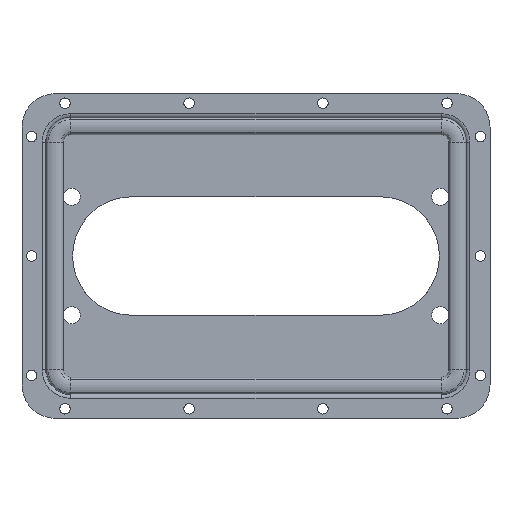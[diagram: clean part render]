
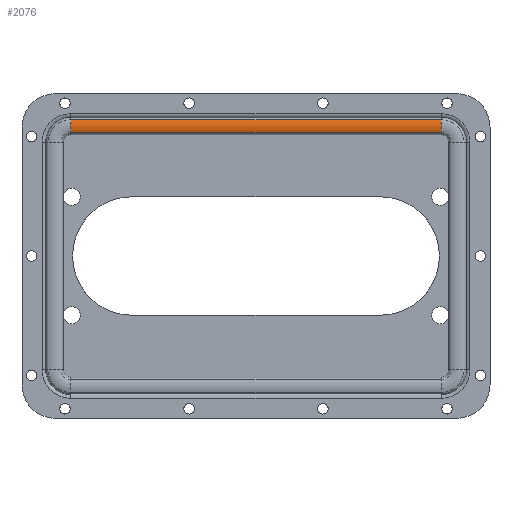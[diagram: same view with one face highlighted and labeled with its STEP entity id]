
A CAD part, top view. The second image highlights one B-rep face of the part: STEP entity #2076.
In plain terms, the highlighted cylindrical face has radius 8.5 mm (diameter 17 mm), a partial arc.
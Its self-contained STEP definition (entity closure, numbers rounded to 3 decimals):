
#282 = DIRECTION ( 'NONE',  ( -1., 0., 0. ) ) ;
#373 = LINE ( 'NONE', #4070, #1122 ) ;
#389 = EDGE_CURVE ( 'NONE', #1677, #2142, #3829, .T. ) ;
#669 = DIRECTION ( 'NONE',  ( -1., 0., 0. ) ) ;
#694 = EDGE_CURVE ( 'NONE', #2963, #1677, #4083, .T. ) ;
#707 = EDGE_CURVE ( 'NONE', #2963, #3403, #373, .T. ) ;
#716 = DIRECTION ( 'NONE',  ( 0., 0., 1. ) ) ;
#724 = ORIENTED_EDGE ( 'NONE', *, *, #694, .T. ) ;
#839 = DIRECTION ( 'NONE',  ( -1., 0., 0. ) ) ;
#863 = DIRECTION ( 'NONE',  ( 0., 0., 1. ) ) ;
#974 = ORIENTED_EDGE ( 'NONE', *, *, #707, .F. ) ;
#1040 = DIRECTION ( 'NONE',  ( -1., 0., 0. ) ) ;
#1122 = VECTOR ( 'NONE', #1040, 1000. ) ;
#1188 = FACE_OUTER_BOUND ( 'NONE', #2327, .T. ) ;
#1208 = DIRECTION ( 'NONE',  ( 0., -1., 0. ) ) ;
#1515 = CIRCLE ( 'NONE', #3900, 8.5 ) ;
#1644 = CARTESIAN_POINT ( 'NONE',  ( -97., 71.269, 3.846 ) ) ;
#1677 = VERTEX_POINT ( 'NONE', #1914 ) ;
#1734 = CARTESIAN_POINT ( 'NONE',  ( 97., 71.269, 3.846 ) ) ;
#1891 = CARTESIAN_POINT ( 'NONE',  ( 97., 64.731, 3.846 ) ) ;
#1914 = CARTESIAN_POINT ( 'NONE',  ( 97., 71.269, 3.846 ) ) ;
#2019 = EDGE_CURVE ( 'NONE', #3403, #2142, #1515, .T. ) ;
#2076 = ADVANCED_FACE ( 'NONE', ( #1188 ), #2569, .T. ) ;
#2142 = VERTEX_POINT ( 'NONE', #1644 ) ;
#2327 = EDGE_LOOP ( 'NONE', ( #724, #2334, #2703, #974 ) ) ;
#2334 = ORIENTED_EDGE ( 'NONE', *, *, #389, .T. ) ;
#2429 = CARTESIAN_POINT ( 'NONE',  ( 97., 68., -4. ) ) ;
#2569 = CYLINDRICAL_SURFACE ( 'NONE', #3277, 8.5 ) ;
#2634 = DIRECTION ( 'NONE',  ( -1., 0., 0. ) ) ;
#2651 = VECTOR ( 'NONE', #282, 1000. ) ;
#2703 = ORIENTED_EDGE ( 'NONE', *, *, #2019, .F. ) ;
#2957 = CARTESIAN_POINT ( 'NONE',  ( -97., 64.731, 3.846 ) ) ;
#2963 = VERTEX_POINT ( 'NONE', #1891 ) ;
#3277 = AXIS2_PLACEMENT_3D ( 'NONE', #3950, #839, #1208 ) ;
#3403 = VERTEX_POINT ( 'NONE', #2957 ) ;
#3604 = CARTESIAN_POINT ( 'NONE',  ( -97., 68., -4. ) ) ;
#3646 = AXIS2_PLACEMENT_3D ( 'NONE', #2429, #669, #716 ) ;
#3829 = LINE ( 'NONE', #1734, #2651 ) ;
#3900 = AXIS2_PLACEMENT_3D ( 'NONE', #3604, #2634, #863 ) ;
#3950 = CARTESIAN_POINT ( 'NONE',  ( 97., 68., -4. ) ) ;
#4070 = CARTESIAN_POINT ( 'NONE',  ( 97., 64.731, 3.846 ) ) ;
#4083 = CIRCLE ( 'NONE', #3646, 8.5 ) ;
